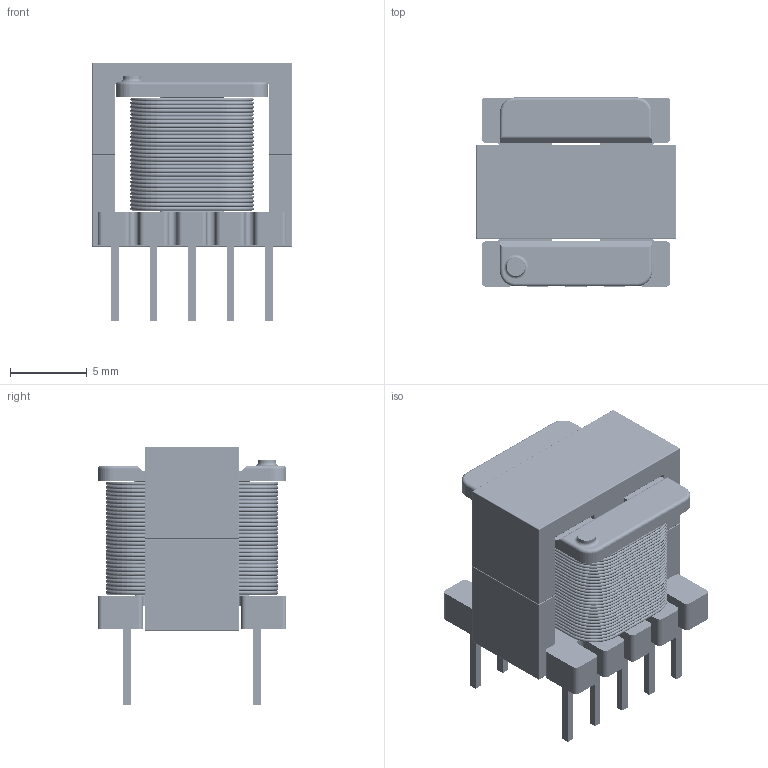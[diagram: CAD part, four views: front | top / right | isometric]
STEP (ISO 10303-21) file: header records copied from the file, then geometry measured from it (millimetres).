
FILE_DESCRIPTION (( 'STEP AP214' ), '1' );
FILE_NAME ('EE13-K-V-10P-SS_z³o¿enie.STEP', '2016-01-17T00:11:53', ( '' ), ( '' ), 'SwSTEP 2.0', 'SolidWorks 2015', '' );
FILE_SCHEMA (( 'AUTOMOTIVE_DESIGN' ));
Length unit declared in the file: millimetre
Products named in the file (4): EE13-K-V-10P-SS; Uzwojenie; EE13-K-V-10P-SS_z這瞠nie; E13-6-6
Assembly tree (33 placements, depth 2):
  EE13-K-V-10P-SS_z這瞠nie
    EE13-K-V-10P-SS
    E13-6-6  x2
    Uzwojenie  x30
Bounding box: 13 x 12.3 x 16.85 mm (x, y, z)
Volume: 1213.4 mm3; surface area: 7071.1 mm2
Topology: 33 solids, 33 shells, 4929 faces, 10800 edges, 5856 vertices
Faces by surface type: cylinder 2932, torus 1830, plane 135, sphere 32
Entity records: 16213 total; most frequent: DIRECTION 2323, CARTESIAN_POINT 2195, ORIENTED_EDGE 1976, EDGE_CURVE 988, AXIS2_PLACEMENT_3D 905, VERTEX_POINT 585, VECTOR 513, LINE 513
